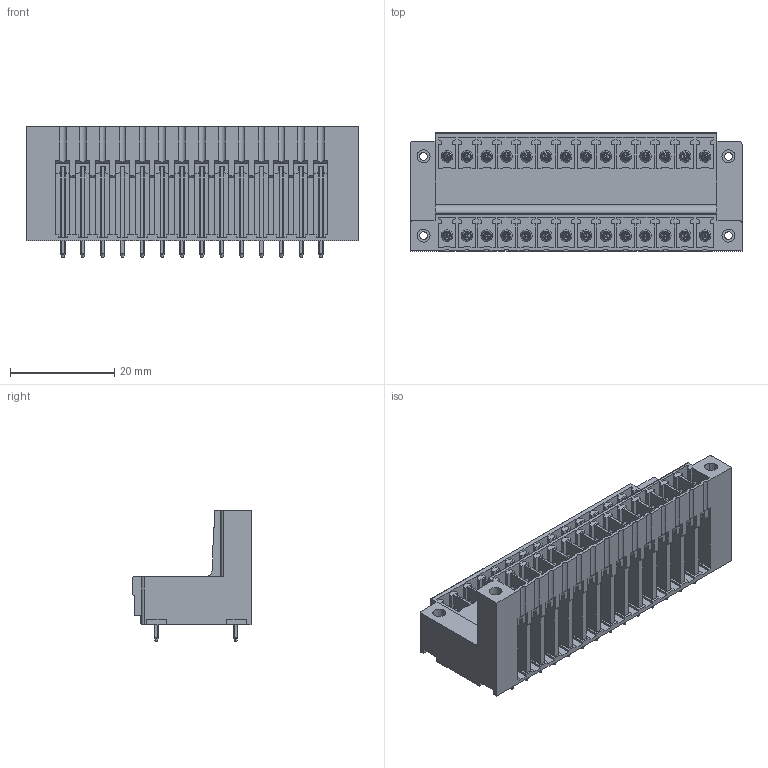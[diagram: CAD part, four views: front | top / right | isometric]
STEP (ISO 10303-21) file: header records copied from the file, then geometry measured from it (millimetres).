
FILE_DESCRIPTION(('CATIA V5 STEP Exchange','CAx-IF Rec.Pracs.--- Model Styling and Organization---1.2---2011-12-15'),'2;1');
FILE_NAME ('D1447357_0', '2018-10-13T11:28:28+00:00', ('none'), ('Weidmueller'), 'CATIA Version 5-6 Release 2014', 'CATIA V5 STEP AP214', 'none');
FILE_SCHEMA(('AUTOMOTIVE_DESIGN { 1 0 10303 214 1 1 1 1 }'));
Products named in the file (1): 1036080000
Bounding box: 63.73 x 22.7 x 25.1 mm (x, y, z)
Volume: 12649.9 mm3; surface area: 14425.6 mm2
Topology: 29 solids, 29 shells, 1680 faces, 4654 edges, 3096 vertices
Faces by surface type: plane 1093, cylinder 359, cone 172, torus 56
Entity records: 54512 total; most frequent: CARTESIAN_POINT 16056, ORIENTED_EDGE 9308, DIRECTION 5636, EDGE_CURVE 4654, VECTOR 3244, LINE 3244, VERTEX_POINT 3096, EDGE_LOOP 1836
